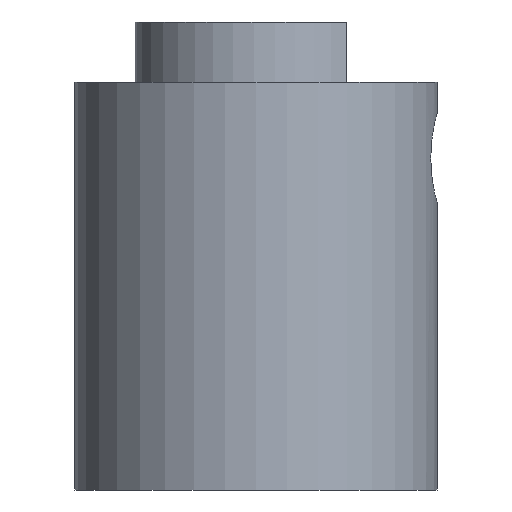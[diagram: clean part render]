
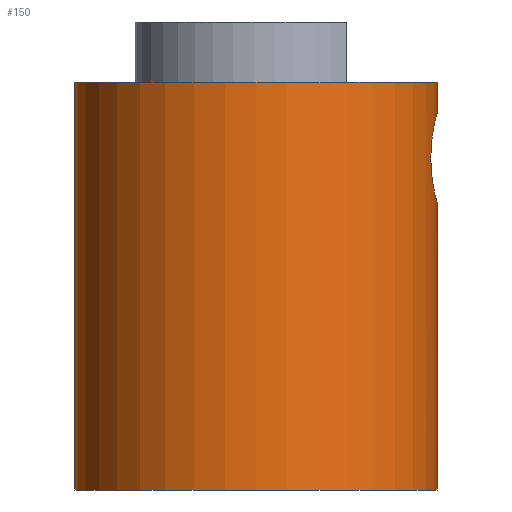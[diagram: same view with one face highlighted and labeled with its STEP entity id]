
A CAD part, left-side view. The second image highlights one B-rep face of the part: STEP entity #150.
In plain terms, the highlighted cylindrical face has radius 6 mm (diameter 12 mm), a full revolution.
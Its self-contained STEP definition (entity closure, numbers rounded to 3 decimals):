
#17=B_SPLINE_CURVE_WITH_KNOTS('',3,(#226,#227,#228,#229,#230,#231,#232,
#233,#234,#235,#236,#237,#238,#239,#240,#241,#242,#243,#244,#245,#246,#247,
#248,#249,#250,#251),.UNSPECIFIED.,.F.,.F.,(4,2,2,2,2,2,2,2,2,2,2,2,4),
(0.,0.032,0.066,0.088,0.149,
0.21,0.24,0.27,0.3,
0.364,0.433,0.47,0.506),
 .UNSPECIFIED.);
#18=B_SPLINE_CURVE_WITH_KNOTS('',3,(#252,#253,#254,#255,#256,#257,#258,
#259,#260,#261,#262,#263,#264,#265,#266,#267,#268,#269,#270,#271,#272,#273,
#274,#275,#276,#277),.UNSPECIFIED.,.F.,.F.,(4,2,2,2,2,2,2,2,2,2,2,2,4),
(0.,0.032,0.066,0.088,0.149,
0.21,0.24,0.27,0.3,
0.364,0.433,0.47,0.506),
 .UNSPECIFIED.);
#22=CYLINDRICAL_SURFACE('',#166,6.);
#40=FACE_BOUND('',#61,.T.);
#41=FACE_BOUND('',#62,.T.);
#48=FACE_OUTER_BOUND('',#60,.T.);
#60=EDGE_LOOP('',(#115));
#61=EDGE_LOOP('',(#116,#117));
#62=EDGE_LOOP('',(#118));
#74=CIRCLE('',#161,6.);
#76=CIRCLE('',#164,6.);
#80=VERTEX_POINT('',#212);
#82=VERTEX_POINT('',#217);
#85=VERTEX_POINT('',#224);
#86=VERTEX_POINT('',#225);
#93=EDGE_CURVE('',#80,#80,#74,.T.);
#95=EDGE_CURVE('',#82,#82,#76,.T.);
#98=EDGE_CURVE('',#85,#86,#17,.T.);
#99=EDGE_CURVE('',#86,#85,#18,.T.);
#115=ORIENTED_EDGE('',*,*,#93,.T.);
#116=ORIENTED_EDGE('',*,*,#98,.T.);
#117=ORIENTED_EDGE('',*,*,#99,.T.);
#118=ORIENTED_EDGE('',*,*,#95,.F.);
#150=ADVANCED_FACE('',(#48,#40,#41),#22,.T.);
#161=AXIS2_PLACEMENT_3D('',#213,#178,#179);
#164=AXIS2_PLACEMENT_3D('',#218,#184,#185);
#166=AXIS2_PLACEMENT_3D('',#223,#189,#190);
#178=DIRECTION('center_axis',(0.,0.,1.));
#179=DIRECTION('ref_axis',(1.,0.,0.));
#184=DIRECTION('center_axis',(0.,0.,1.));
#185=DIRECTION('ref_axis',(1.,0.,0.));
#189=DIRECTION('center_axis',(0.,0.,1.));
#190=DIRECTION('ref_axis',(1.,0.,0.));
#212=CARTESIAN_POINT('',(-6.,0.,-0.5));
#213=CARTESIAN_POINT('Origin',(0.,0.,-0.5));
#217=CARTESIAN_POINT('',(-6.,0.,13.));
#218=CARTESIAN_POINT('Origin',(0.,0.,13.));
#223=CARTESIAN_POINT('Origin',(0.,0.,-0.5));
#224=CARTESIAN_POINT('',(-1.565,-5.792,10.5));
#225=CARTESIAN_POINT('',(1.565,-5.792,10.5));
#226=CARTESIAN_POINT('Ctrl Pts',(-1.565,-5.792,10.5));
#227=CARTESIAN_POINT('Ctrl Pts',(-1.566,-5.792,10.608));
#228=CARTESIAN_POINT('Ctrl Pts',(-1.553,-5.796,10.717));
#229=CARTESIAN_POINT('Ctrl Pts',(-1.504,-5.809,10.93));
#230=CARTESIAN_POINT('Ctrl Pts',(-1.467,-5.818,11.035));
#231=CARTESIAN_POINT('Ctrl Pts',(-1.385,-5.838,11.203));
#232=CARTESIAN_POINT('Ctrl Pts',(-1.346,-5.847,11.269));
#233=CARTESIAN_POINT('Ctrl Pts',(-1.188,-5.882,11.496));
#234=CARTESIAN_POINT('Ctrl Pts',(-1.042,-5.911,11.637));
#235=CARTESIAN_POINT('Ctrl Pts',(-0.7,-5.962,11.856));
#236=CARTESIAN_POINT('Ctrl Pts',(-0.507,-5.982,11.933));
#237=CARTESIAN_POINT('Ctrl Pts',(-0.203,-5.997,11.991));
#238=CARTESIAN_POINT('Ctrl Pts',(-0.101,-6.,12.));
#239=CARTESIAN_POINT('Ctrl Pts',(0.104,-6.,12.));
#240=CARTESIAN_POINT('Ctrl Pts',(0.207,-5.997,11.99));
#241=CARTESIAN_POINT('Ctrl Pts',(0.408,-5.987,11.951));
#242=CARTESIAN_POINT('Ctrl Pts',(0.507,-5.979,11.923));
#243=CARTESIAN_POINT('Ctrl Pts',(0.803,-5.949,11.805));
#244=CARTESIAN_POINT('Ctrl Pts',(0.974,-5.922,11.689));
#245=CARTESIAN_POINT('Ctrl Pts',(1.261,-5.868,11.411));
#246=CARTESIAN_POINT('Ctrl Pts',(1.372,-5.842,11.246));
#247=CARTESIAN_POINT('Ctrl Pts',(1.486,-5.813,10.983));
#248=CARTESIAN_POINT('Ctrl Pts',(1.516,-5.805,10.887));
#249=CARTESIAN_POINT('Ctrl Pts',(1.555,-5.795,10.694));
#250=CARTESIAN_POINT('Ctrl Pts',(1.566,-5.792,10.597));
#251=CARTESIAN_POINT('Ctrl Pts',(1.565,-5.792,10.5));
#252=CARTESIAN_POINT('Ctrl Pts',(1.565,-5.792,10.5));
#253=CARTESIAN_POINT('Ctrl Pts',(1.566,-5.792,10.392));
#254=CARTESIAN_POINT('Ctrl Pts',(1.553,-5.796,10.283));
#255=CARTESIAN_POINT('Ctrl Pts',(1.504,-5.809,10.07));
#256=CARTESIAN_POINT('Ctrl Pts',(1.467,-5.818,9.965));
#257=CARTESIAN_POINT('Ctrl Pts',(1.385,-5.838,9.797));
#258=CARTESIAN_POINT('Ctrl Pts',(1.346,-5.847,9.731));
#259=CARTESIAN_POINT('Ctrl Pts',(1.188,-5.882,9.504));
#260=CARTESIAN_POINT('Ctrl Pts',(1.042,-5.911,9.363));
#261=CARTESIAN_POINT('Ctrl Pts',(0.7,-5.962,9.144));
#262=CARTESIAN_POINT('Ctrl Pts',(0.507,-5.982,9.067));
#263=CARTESIAN_POINT('Ctrl Pts',(0.203,-5.997,9.009));
#264=CARTESIAN_POINT('Ctrl Pts',(0.101,-6.,9.));
#265=CARTESIAN_POINT('Ctrl Pts',(-0.104,-6.,9.));
#266=CARTESIAN_POINT('Ctrl Pts',(-0.207,-5.997,9.01));
#267=CARTESIAN_POINT('Ctrl Pts',(-0.408,-5.987,9.049));
#268=CARTESIAN_POINT('Ctrl Pts',(-0.507,-5.979,9.077));
#269=CARTESIAN_POINT('Ctrl Pts',(-0.803,-5.949,9.195));
#270=CARTESIAN_POINT('Ctrl Pts',(-0.974,-5.922,9.311));
#271=CARTESIAN_POINT('Ctrl Pts',(-1.261,-5.868,9.589));
#272=CARTESIAN_POINT('Ctrl Pts',(-1.372,-5.842,9.754));
#273=CARTESIAN_POINT('Ctrl Pts',(-1.486,-5.813,10.017));
#274=CARTESIAN_POINT('Ctrl Pts',(-1.516,-5.805,10.113));
#275=CARTESIAN_POINT('Ctrl Pts',(-1.555,-5.795,10.306));
#276=CARTESIAN_POINT('Ctrl Pts',(-1.566,-5.792,10.403));
#277=CARTESIAN_POINT('Ctrl Pts',(-1.565,-5.792,10.5));
